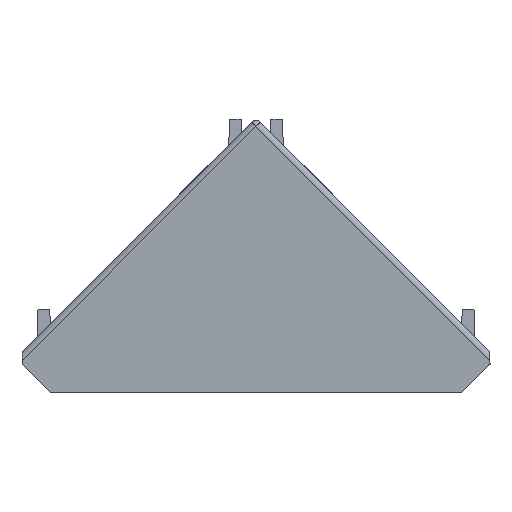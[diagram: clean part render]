
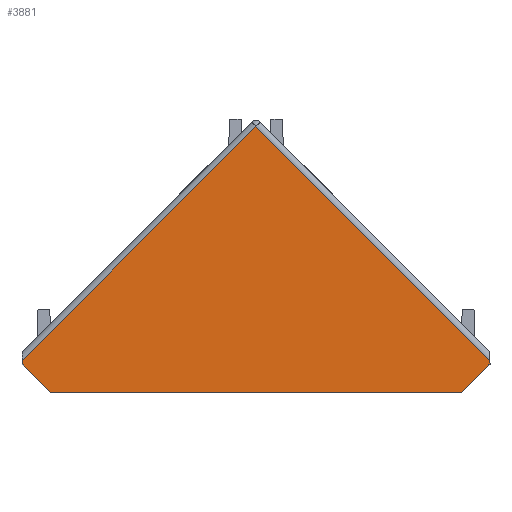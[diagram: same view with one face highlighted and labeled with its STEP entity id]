
A CAD part, top view. The second image highlights one B-rep face of the part: STEP entity #3881.
In plain terms, the highlighted planar face has unit normal (0, 0.009, 1).
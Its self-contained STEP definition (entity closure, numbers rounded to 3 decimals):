
#17 = DIRECTION ( 'NONE',  ( -0.707, -0.707, 0.006 ) ) ;
#21 = ORIENTED_EDGE ( 'NONE', *, *, #188, .T. ) ;
#188 = EDGE_CURVE ( 'NONE', #3696, #3058, #4083, .T. ) ;
#229 = ORIENTED_EDGE ( 'NONE', *, *, #1740, .T. ) ;
#251 = LINE ( 'NONE', #1791, #1134 ) ;
#266 = LINE ( 'NONE', #2134, #1964 ) ;
#408 = VECTOR ( 'NONE', #17, 1000. ) ;
#526 = LINE ( 'NONE', #1856, #1394 ) ;
#627 = CARTESIAN_POINT ( 'NONE',  ( -16.971, 0., 14. ) ) ;
#646 = EDGE_CURVE ( 'NONE', #4146, #3716, #266, .T. ) ;
#767 = LINE ( 'NONE', #3295, #3552 ) ;
#1013 = LINE ( 'NONE', #2371, #1838 ) ;
#1134 = VECTOR ( 'NONE', #1997, 1000. ) ;
#1143 = DIRECTION ( 'NONE',  ( 1., 0., 0. ) ) ;
#1394 = VECTOR ( 'NONE', #3677, 1000. ) ;
#1504 = CARTESIAN_POINT ( 'NONE',  ( 19.299, 2.328, 13.98 ) ) ;
#1657 = AXIS2_PLACEMENT_3D ( 'NONE', #627, #2071, #4491 ) ;
#1664 = CARTESIAN_POINT ( 'NONE',  ( -19.299, 2.626, 13.977 ) ) ;
#1697 = VERTEX_POINT ( 'NONE', #3549 ) ;
#1728 = EDGE_CURVE ( 'NONE', #1844, #4146, #251, .T. ) ;
#1740 = EDGE_CURVE ( 'NONE', #2798, #1844, #1013, .T. ) ;
#1754 = VECTOR ( 'NONE', #3411, 1000. ) ;
#1791 = CARTESIAN_POINT ( 'NONE',  ( 16.971, 0., 14. ) ) ;
#1812 = ORIENTED_EDGE ( 'NONE', *, *, #646, .T. ) ;
#1838 = VECTOR ( 'NONE', #1143, 1000. ) ;
#1844 = VERTEX_POINT ( 'NONE', #2065 ) ;
#1856 = CARTESIAN_POINT ( 'NONE',  ( -16.971, 0., 14. ) ) ;
#1865 = EDGE_CURVE ( 'NONE', #3716, #3696, #767, .T. ) ;
#1869 = LINE ( 'NONE', #2671, #1754 ) ;
#1964 = VECTOR ( 'NONE', #2083, 1000. ) ;
#1997 = DIRECTION ( 'NONE',  ( 0.707, 0.707, -0.006 ) ) ;
#2029 = ORIENTED_EDGE ( 'NONE', *, *, #4153, .T. ) ;
#2065 = CARTESIAN_POINT ( 'NONE',  ( 16.971, 0., 14. ) ) ;
#2071 = DIRECTION ( 'NONE',  ( 0., 0.009, 1. ) ) ;
#2083 = DIRECTION ( 'NONE',  ( 0., 1., -0.009 ) ) ;
#2134 = CARTESIAN_POINT ( 'NONE',  ( 19.299, 3.328, 13.971 ) ) ;
#2150 = ORIENTED_EDGE ( 'NONE', *, *, #1728, .T. ) ;
#2326 = EDGE_LOOP ( 'NONE', ( #1812, #3742, #21, #2924, #2029, #229, #2150 ) ) ;
#2371 = CARTESIAN_POINT ( 'NONE',  ( -16.971, 0., 14. ) ) ;
#2671 = CARTESIAN_POINT ( 'NONE',  ( -19.299, 3.328, 13.971 ) ) ;
#2754 = FACE_OUTER_BOUND ( 'NONE', #2326, .T. ) ;
#2798 = VERTEX_POINT ( 'NONE', #3973 ) ;
#2924 = ORIENTED_EDGE ( 'NONE', *, *, #2933, .T. ) ;
#2933 = EDGE_CURVE ( 'NONE', #3058, #1697, #1869, .T. ) ;
#3058 = VERTEX_POINT ( 'NONE', #1664 ) ;
#3262 = CARTESIAN_POINT ( 'NONE',  ( 0., 21.925, 13.809 ) ) ;
#3278 = CARTESIAN_POINT ( 'NONE',  ( 19.299, 2.626, 13.977 ) ) ;
#3279 = DIRECTION ( 'NONE',  ( -0.707, 0.707, -0.006 ) ) ;
#3295 = CARTESIAN_POINT ( 'NONE',  ( -0.351, 22.276, 13.806 ) ) ;
#3411 = DIRECTION ( 'NONE',  ( 0., -1., 0.009 ) ) ;
#3549 = CARTESIAN_POINT ( 'NONE',  ( -19.299, 2.328, 13.98 ) ) ;
#3552 = VECTOR ( 'NONE', #3279, 1000. ) ;
#3677 = DIRECTION ( 'NONE',  ( 0.707, -0.707, 0.006 ) ) ;
#3696 = VERTEX_POINT ( 'NONE', #3262 ) ;
#3716 = VERTEX_POINT ( 'NONE', #3278 ) ;
#3742 = ORIENTED_EDGE ( 'NONE', *, *, #1865, .T. ) ;
#3881 = ADVANCED_FACE ( 'NONE', ( #2754 ), #4177, .T. ) ;
#3973 = CARTESIAN_POINT ( 'NONE',  ( -16.971, 0., 14. ) ) ;
#4083 = LINE ( 'NONE', #4545, #408 ) ;
#4146 = VERTEX_POINT ( 'NONE', #1504 ) ;
#4153 = EDGE_CURVE ( 'NONE', #1697, #2798, #526, .T. ) ;
#4177 = PLANE ( 'NONE',  #1657 ) ;
#4491 = DIRECTION ( 'NONE',  ( 0., -1., 0.009 ) ) ;
#4545 = CARTESIAN_POINT ( 'NONE',  ( -18.948, 2.977, 13.974 ) ) ;
